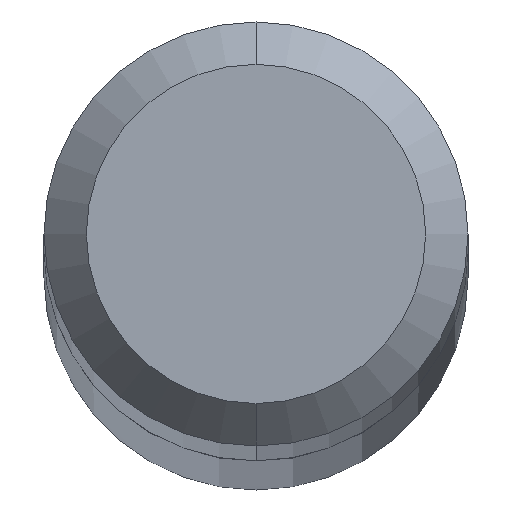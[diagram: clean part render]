
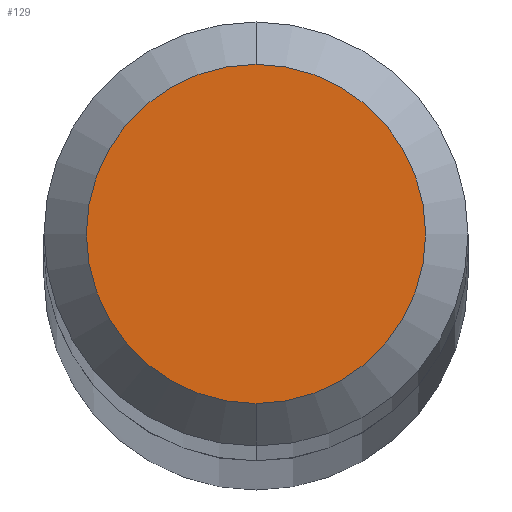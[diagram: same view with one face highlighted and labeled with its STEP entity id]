
A CAD part, top view. The second image highlights one B-rep face of the part: STEP entity #129.
In plain terms, the highlighted planar face has unit normal (0, 0, 1).
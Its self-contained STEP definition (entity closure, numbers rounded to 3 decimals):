
#93=EDGE_CURVE('',#109,#155,#213,.T.);
#109=VERTEX_POINT('',#231);
#129=ADVANCED_FACE('',(#251),#252,.T.);
#155=VERTEX_POINT('',#282);
#159=EDGE_CURVE('',#155,#109,#286,.T.);
#213=CIRCLE('',#342,1.2);
#231=CARTESIAN_POINT('',(0.0,1.2,0.0));
#251=FACE_OUTER_BOUND('',#394,.T.);
#252=PLANE('',#395);
#282=CARTESIAN_POINT('',(0.,-1.2,0.0));
#286=CIRCLE('',#434,1.2);
#342=AXIS2_PLACEMENT_3D('',#484,#485,#486);
#394=EDGE_LOOP('',(#523,#524));
#395=AXIS2_PLACEMENT_3D('',#525,#526,#527);
#434=AXIS2_PLACEMENT_3D('',#566,#567,#568);
#484=CARTESIAN_POINT('',(0.0,0.0,0.0));
#485=DIRECTION('',(0.0,0.0,-1.0));
#486=DIRECTION('',(0.0,1.0,0.0));
#523=ORIENTED_EDGE('',*,*,#93,.F.);
#524=ORIENTED_EDGE('',*,*,#159,.F.);
#525=CARTESIAN_POINT('',(0.0,0.6,0.0));
#526=DIRECTION('',(-0.0,0.0,1.0));
#527=DIRECTION('',(0.0,-1.0,0.0));
#566=CARTESIAN_POINT('',(0.0,0.0,0.0));
#567=DIRECTION('',(0.0,0.0,-1.0));
#568=DIRECTION('',(0.0,1.0,0.0));
